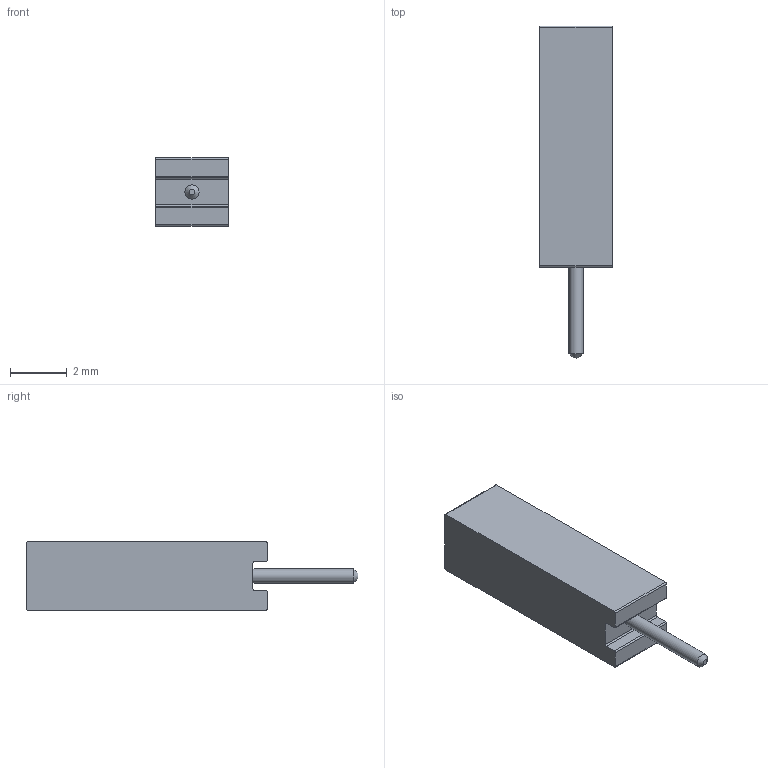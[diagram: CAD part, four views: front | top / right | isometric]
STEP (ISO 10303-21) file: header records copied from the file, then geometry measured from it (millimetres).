
FILE_DESCRIPTION(/* description */ (''),/* implementation_level */ '2;1');
FILE_NAME(/* name */ 'Buchsenleiste_female.stp',/* time_stamp */ '2017-10-25T19:16:33+02:00',/* author */ ('Alex'),/* organization */ (''),/* preprocessor_version */ 'ST-DEVELOPER v16.5',/* originating_system */ 'Autodesk Inventor 2017',/* authorisation */ '');
FILE_SCHEMA (('AUTOMOTIVE_DESIGN { 1 0 10303 214 3 1 1 }'));
Length unit declared in the file: millimetre
Products named in the file (1): Buchsenleiste
Bounding box: 2.54 x 11.7 x 2.4 mm (x, y, z)
Volume: 48.2 mm3; surface area: 118.2 mm2
Topology: 1 solids, 1 shells, 58 faces, 137 edges, 83 vertices
Faces by surface type: plane 24, cylinder 21, bspline 12, cone 1
Full cylindrical faces by diameter (mm): 0.5 x1
Entity records: 1885 total; most frequent: CARTESIAN_POINT 505, DIRECTION 292, ORIENTED_EDGE 270, EDGE_CURVE 135, AXIS2_PLACEMENT_3D 110, VERTEX_POINT 83, LINE 72, VECTOR 72
